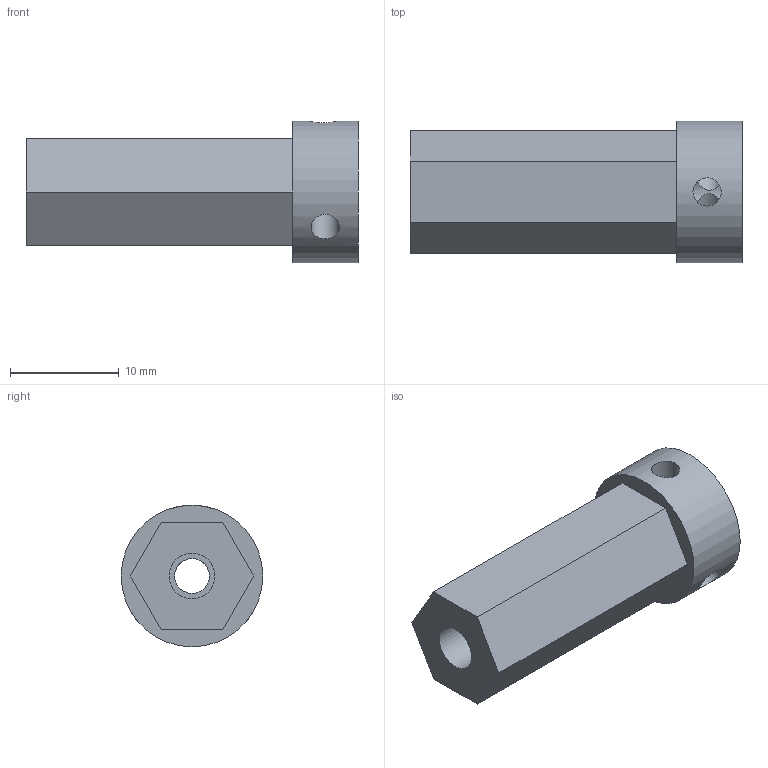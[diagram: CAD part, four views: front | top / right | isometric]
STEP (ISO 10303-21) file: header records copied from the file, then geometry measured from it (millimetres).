
FILE_DESCRIPTION(/* description */ (''),/* implementation_level */ '2;1');
FILE_NAME(/* name */ 'MecanumAdapter v6.step',/* time_stamp */ '2024-01-30T09:50:19+01:00',/* author */ (''),/* organization */ (''),/* preprocessor_version */ 'ST-DEVELOPER v20',/* originating_system */ 'Autodesk Translation Framework v12.20.1.177',/* authorisation */ '');
FILE_SCHEMA (('AUTOMOTIVE_DESIGN { 1 0 10303 214 3 1 1 }'));
Length unit declared in the file: millimetre
Products named in the file (1): MecanumAdapter
Bounding box: 30.5 x 13 x 13 mm (x, y, z)
Volume: 2479.9 mm3; surface area: 1740.8 mm2
Topology: 1 solids, 1 shells, 16 faces, 45 edges, 32 vertices
Faces by surface type: plane 10, cylinder 6
Full cylindrical faces by diameter (mm): 2.6 x3, 3.2 x1, 4.2 x1, 13 x1
Entity records: 781 total; most frequent: CARTESIAN_POINT 331, ORIENTED_EDGE 90, DIRECTION 71, EDGE_CURVE 45, VERTEX_POINT 32, LINE 25, VECTOR 25, EDGE_LOOP 25
